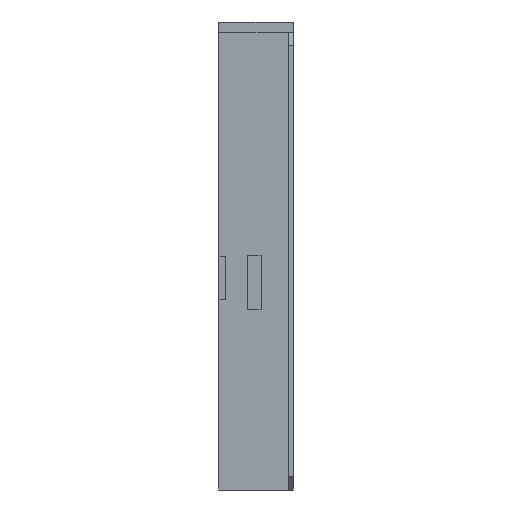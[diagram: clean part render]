
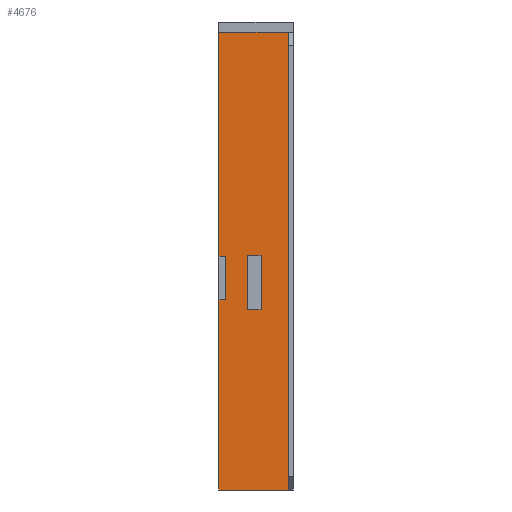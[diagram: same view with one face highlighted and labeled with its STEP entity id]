
A CAD part, left-side view. The second image highlights one B-rep face of the part: STEP entity #4676.
In plain terms, the highlighted planar face has unit normal (-1, 0, 0).
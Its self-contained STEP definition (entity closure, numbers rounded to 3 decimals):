
#499=DIRECTION('',(0.,0.,1.));
#500=VECTOR('',#499,56.9);
#501=CARTESIAN_POINT('',(-69.5,14.2,-68.5));
#502=LINE('',#501,#500);
#547=DIRECTION('',(0.,0.,1.));
#548=VECTOR('',#547,67.1);
#549=CARTESIAN_POINT('',(-69.5,14.2,1.4));
#550=LINE('',#549,#548);
#763=DIRECTION('',(0.,-1.,0.));
#764=VECTOR('',#763,20.7);
#765=CARTESIAN_POINT('',(-69.5,14.2,-68.5));
#766=LINE('',#765,#764);
#919=DIRECTION('',(0.,1.,0.));
#920=VECTOR('',#919,20.7);
#921=CARTESIAN_POINT('',(-69.5,-6.5,68.5));
#922=LINE('',#921,#920);
#1683=DIRECTION('',(0.,-1.,0.));
#1684=VECTOR('',#1683,4.);
#1685=CARTESIAN_POINT('',(-69.5,5.59,-14.55));
#1686=LINE('',#1685,#1684);
#1687=DIRECTION('',(0.,0.,1.));
#1688=VECTOR('',#1687,16.32);
#1689=CARTESIAN_POINT('',(-69.5,1.59,-14.55));
#1690=LINE('',#1689,#1688);
#1691=DIRECTION('',(0.,1.,0.));
#1692=VECTOR('',#1691,4.);
#1693=CARTESIAN_POINT('',(-69.5,1.59,1.77));
#1694=LINE('',#1693,#1692);
#1695=DIRECTION('',(0.,0.,-1.));
#1696=VECTOR('',#1695,16.32);
#1697=CARTESIAN_POINT('',(-69.5,5.59,1.77));
#1698=LINE('',#1697,#1696);
#1699=DIRECTION('',(0.,0.,1.));
#1700=VECTOR('',#1699,137.);
#1701=CARTESIAN_POINT('',(-69.5,-6.5,-68.5));
#1702=LINE('',#1701,#1700);
#1703=DIRECTION('',(0.,-1.,0.));
#1704=VECTOR('',#1703,2.);
#1705=CARTESIAN_POINT('',(-69.5,14.2,-11.6));
#1706=LINE('',#1705,#1704);
#1707=DIRECTION('',(0.,0.,1.));
#1708=VECTOR('',#1707,13.);
#1709=CARTESIAN_POINT('',(-69.5,12.2,-11.6));
#1710=LINE('',#1709,#1708);
#1711=DIRECTION('',(0.,-1.,0.));
#1712=VECTOR('',#1711,2.);
#1713=CARTESIAN_POINT('',(-69.5,14.2,1.4));
#1714=LINE('',#1713,#1712);
#1800=CARTESIAN_POINT('',(-69.5,14.2,-68.5));
#1802=VERTEX_POINT('',#1800);
#1823=CARTESIAN_POINT('',(-69.5,14.2,68.5));
#1824=VERTEX_POINT('',#1823);
#1867=CARTESIAN_POINT('',(-69.5,5.59,-14.55));
#1868=CARTESIAN_POINT('',(-69.5,1.59,-14.55));
#1869=VERTEX_POINT('',#1867);
#1870=VERTEX_POINT('',#1868);
#1871=CARTESIAN_POINT('',(-69.5,1.59,1.77));
#1872=VERTEX_POINT('',#1871);
#1873=CARTESIAN_POINT('',(-69.5,5.59,1.77));
#1874=VERTEX_POINT('',#1873);
#1979=CARTESIAN_POINT('',(-69.5,12.2,-11.6));
#1980=CARTESIAN_POINT('',(-69.5,12.2,1.4));
#1981=VERTEX_POINT('',#1979);
#1982=VERTEX_POINT('',#1980);
#1983=CARTESIAN_POINT('',(-69.5,14.2,-11.6));
#1984=VERTEX_POINT('',#1983);
#1985=CARTESIAN_POINT('',(-69.5,14.2,1.4));
#1986=VERTEX_POINT('',#1985);
#2111=CARTESIAN_POINT('',(-69.5,-6.5,-68.5));
#2112=CARTESIAN_POINT('',(-69.5,-6.5,68.5));
#2113=VERTEX_POINT('',#2111);
#2114=VERTEX_POINT('',#2112);
#4648=CARTESIAN_POINT('',(-69.5,0.,-68.5));
#4649=DIRECTION('',(-1.,0.,0.));
#4650=DIRECTION('',(0.,0.,1.));
#4651=AXIS2_PLACEMENT_3D('',#4648,#4649,#4650);
#4652=PLANE('',#4651);
#4653=ORIENTED_EDGE('',*,*,#3373,.F.);
#4654=ORIENTED_EDGE('',*,*,#3341,.F.);
#4655=ORIENTED_EDGE('',*,*,#2932,.T.);
#4657=ORIENTED_EDGE('',*,*,#4656,.T.);
#4659=ORIENTED_EDGE('',*,*,#4658,.T.);
#4661=ORIENTED_EDGE('',*,*,#4660,.F.);
#4662=ORIENTED_EDGE('',*,*,#2962,.T.);
#4663=ORIENTED_EDGE('',*,*,#3611,.F.);
#4664=EDGE_LOOP('',(#4653,#4654,#4655,#4657,#4659,#4661,#4662,#4663));
#4665=FACE_OUTER_BOUND('',#4664,.F.);
#4667=ORIENTED_EDGE('',*,*,#4666,.T.);
#4669=ORIENTED_EDGE('',*,*,#4668,.T.);
#4671=ORIENTED_EDGE('',*,*,#4670,.T.);
#4673=ORIENTED_EDGE('',*,*,#4672,.T.);
#4674=EDGE_LOOP('',(#4667,#4669,#4671,#4673));
#4675=FACE_BOUND('',#4674,.F.);
#4676=ADVANCED_FACE('',(#4665,#4675),#4652,.T.);
#2932=EDGE_CURVE('',#1802,#1984,#502,.T.);
#2962=EDGE_CURVE('',#1986,#1824,#550,.T.);
#3341=EDGE_CURVE('',#1802,#2113,#766,.T.);
#3373=EDGE_CURVE('',#2113,#2114,#1702,.T.);
#3611=EDGE_CURVE('',#2114,#1824,#922,.T.);
#4656=EDGE_CURVE('',#1984,#1981,#1706,.T.);
#4658=EDGE_CURVE('',#1981,#1982,#1710,.T.);
#4660=EDGE_CURVE('',#1986,#1982,#1714,.T.);
#4666=EDGE_CURVE('',#1869,#1870,#1686,.T.);
#4668=EDGE_CURVE('',#1870,#1872,#1690,.T.);
#4670=EDGE_CURVE('',#1872,#1874,#1694,.T.);
#4672=EDGE_CURVE('',#1874,#1869,#1698,.T.);
